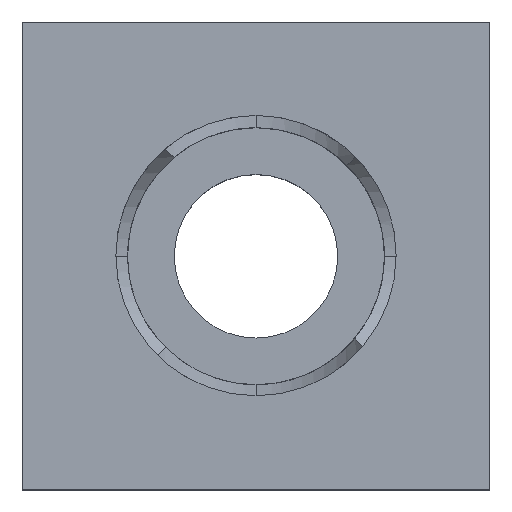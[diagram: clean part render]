
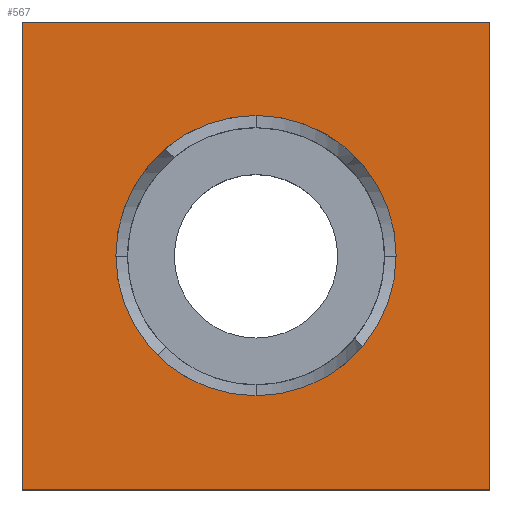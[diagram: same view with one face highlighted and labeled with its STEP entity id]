
A CAD part, top view. The second image highlights one B-rep face of the part: STEP entity #567.
In plain terms, the highlighted planar face has unit normal (0, 0, 1).
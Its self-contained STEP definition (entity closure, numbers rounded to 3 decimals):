
#8 = VECTOR ( 'NONE', #137, 1000. ) ;
#29 = EDGE_CURVE ( 'NONE', #918, #509, #584, .T. ) ;
#30 = CARTESIAN_POINT ( 'NONE',  ( 0., 10., 20. ) ) ;
#43 = VERTEX_POINT ( 'NONE', #504 ) ;
#65 = CARTESIAN_POINT ( 'NONE',  ( -10., 10., 20. ) ) ;
#72 = CARTESIAN_POINT ( 'NONE',  ( 0., -10., 20. ) ) ;
#92 = CARTESIAN_POINT ( 'NONE',  ( 10., 10., 20. ) ) ;
#137 = DIRECTION ( 'NONE',  ( 0., 1., 0. ) ) ;
#170 = ORIENTED_EDGE ( 'NONE', *, *, #1028, .F. ) ;
#174 = VERTEX_POINT ( 'NONE', #65 ) ;
#178 = VECTOR ( 'NONE', #993, 1000. ) ;
#184 = DIRECTION ( 'NONE',  ( 0., 0., 1. ) ) ;
#200 = CIRCLE ( 'NONE', #854, 6. ) ;
#204 = DIRECTION ( 'NONE',  ( -1., 0., 0. ) ) ;
#218 = AXIS2_PLACEMENT_3D ( 'NONE', #841, #184, #932 ) ;
#230 = DIRECTION ( 'NONE',  ( 0., 0., -1. ) ) ;
#234 = EDGE_LOOP ( 'NONE', ( #170, #473 ) ) ;
#238 = EDGE_CURVE ( 'NONE', #910, #847, #485, .T. ) ;
#286 = ORIENTED_EDGE ( 'NONE', *, *, #349, .F. ) ;
#294 = DIRECTION ( 'NONE',  ( -1., 0., 0. ) ) ;
#346 = EDGE_CURVE ( 'NONE', #43, #910, #445, .T. ) ;
#347 = CARTESIAN_POINT ( 'NONE',  ( 10., -10., 20. ) ) ;
#349 = EDGE_CURVE ( 'NONE', #43, #174, #632, .T. ) ;
#373 = FACE_OUTER_BOUND ( 'NONE', #564, .T. ) ;
#390 = CARTESIAN_POINT ( 'NONE',  ( -10., 0., 20. ) ) ;
#443 = AXIS2_PLACEMENT_3D ( 'NONE', #468, #230, #720 ) ;
#445 = LINE ( 'NONE', #72, #178 ) ;
#458 = PLANE ( 'NONE',  #443 ) ;
#468 = CARTESIAN_POINT ( 'NONE',  ( 0., 0., 20. ) ) ;
#473 = ORIENTED_EDGE ( 'NONE', *, *, #29, .F. ) ;
#485 = LINE ( 'NONE', #885, #8 ) ;
#504 = CARTESIAN_POINT ( 'NONE',  ( -10., -10., 20. ) ) ;
#509 = VERTEX_POINT ( 'NONE', #618 ) ;
#539 = VECTOR ( 'NONE', #1069, 1000. ) ;
#564 = EDGE_LOOP ( 'NONE', ( #668, #286, #664, #833 ) ) ;
#567 = ADVANCED_FACE ( 'NONE', ( #844, #373 ), #458, .F. ) ;
#584 = CIRCLE ( 'NONE', #218, 6. ) ;
#588 = CARTESIAN_POINT ( 'NONE',  ( 6., 0., 20. ) ) ;
#618 = CARTESIAN_POINT ( 'NONE',  ( -6., 0., 20. ) ) ;
#632 = LINE ( 'NONE', #390, #539 ) ;
#664 = ORIENTED_EDGE ( 'NONE', *, *, #346, .T. ) ;
#668 = ORIENTED_EDGE ( 'NONE', *, *, #1064, .T. ) ;
#696 = VECTOR ( 'NONE', #294, 1000. ) ;
#720 = DIRECTION ( 'NONE',  ( -1., 0., 0. ) ) ;
#797 = LINE ( 'NONE', #30, #696 ) ;
#833 = ORIENTED_EDGE ( 'NONE', *, *, #238, .T. ) ;
#841 = CARTESIAN_POINT ( 'NONE',  ( 0., 0., 20. ) ) ;
#844 = FACE_BOUND ( 'NONE', #234, .T. ) ;
#847 = VERTEX_POINT ( 'NONE', #92 ) ;
#854 = AXIS2_PLACEMENT_3D ( 'NONE', #946, #940, #204 ) ;
#885 = CARTESIAN_POINT ( 'NONE',  ( 10., 0., 20. ) ) ;
#910 = VERTEX_POINT ( 'NONE', #347 ) ;
#918 = VERTEX_POINT ( 'NONE', #588 ) ;
#932 = DIRECTION ( 'NONE',  ( -1., 0., 0. ) ) ;
#940 = DIRECTION ( 'NONE',  ( 0., 0., 1. ) ) ;
#946 = CARTESIAN_POINT ( 'NONE',  ( 0., 0., 20. ) ) ;
#993 = DIRECTION ( 'NONE',  ( 1., 0., 0. ) ) ;
#1028 = EDGE_CURVE ( 'NONE', #509, #918, #200, .T. ) ;
#1064 = EDGE_CURVE ( 'NONE', #847, #174, #797, .T. ) ;
#1069 = DIRECTION ( 'NONE',  ( 0., 1., 0. ) ) ;
